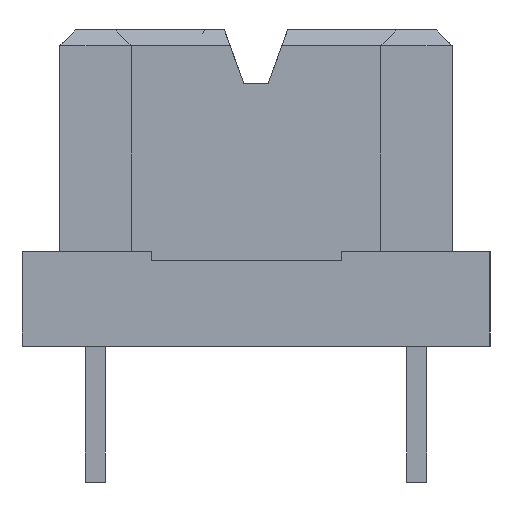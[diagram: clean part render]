
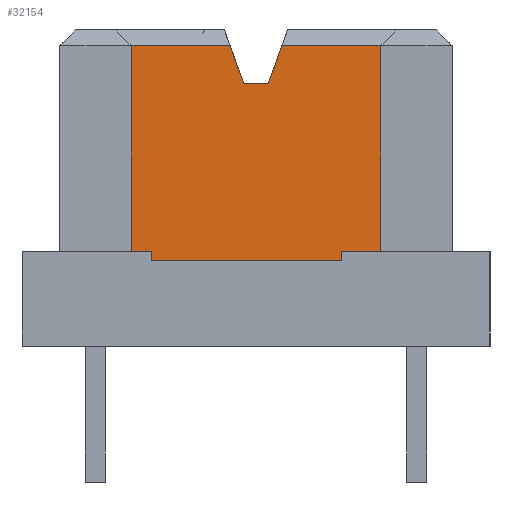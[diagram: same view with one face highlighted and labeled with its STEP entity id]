
A CAD part, left-side view. The second image highlights one B-rep face of the part: STEP entity #32154.
In plain terms, the highlighted planar face has unit normal (-1, 0, 0).
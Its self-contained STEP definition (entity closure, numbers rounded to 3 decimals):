
#390=DIRECTION('',(0.,-1.,0.));
#391=VECTOR('',#390,0.763);
#392=CARTESIAN_POINT('',(-41.05,0.381,-1.7));
#393=LINE('',#392,#391);
#11314=DIRECTION('',(0.,0.,-1.));
#11315=VECTOR('',#11314,0.3);
#11316=CARTESIAN_POINT('',(-41.05,3.3,-7.));
#11317=LINE('',#11316,#11315);
#11318=DIRECTION('',(0.,0.,-1.));
#11319=VECTOR('',#11318,6.5);
#11320=CARTESIAN_POINT('',(-41.05,3.95,-0.5));
#11321=LINE('',#11320,#11319);
#11322=DIRECTION('',(0.,0.342,0.94));
#11323=VECTOR('',#11322,1.277);
#11324=CARTESIAN_POINT('',(-41.05,0.381,-1.7));
#11325=LINE('',#11324,#11323);
#11326=DIRECTION('',(0.,0.342,-0.94));
#11327=VECTOR('',#11326,1.277);
#11328=CARTESIAN_POINT('',(-41.05,-0.818,-0.5));
#11329=LINE('',#11328,#11327);
#11338=DIRECTION('',(0.,-1.,0.));
#11339=VECTOR('',#11338,3.132);
#11340=CARTESIAN_POINT('',(-41.05,-0.818,-0.5));
#11341=LINE('',#11340,#11339);
#11427=DIRECTION('',(0.,1.,0.));
#11428=VECTOR('',#11427,1.25);
#11429=CARTESIAN_POINT('',(-41.05,-3.95,-7.));
#11430=LINE('',#11429,#11428);
#11435=DIRECTION('',(0.,0.,-1.));
#11436=VECTOR('',#11435,6.5);
#11437=CARTESIAN_POINT('',(-41.05,-3.95,-0.5));
#11438=LINE('',#11437,#11436);
#11507=DIRECTION('',(0.,1.,0.));
#11508=VECTOR('',#11507,0.65);
#11509=CARTESIAN_POINT('',(-41.05,3.3,-7.));
#11510=LINE('',#11509,#11508);
#11519=DIRECTION('',(0.,1.,0.));
#11520=VECTOR('',#11519,6.);
#11521=CARTESIAN_POINT('',(-41.05,-2.7,-7.3));
#11522=LINE('',#11521,#11520);
#11545=DIRECTION('',(0.,0.,-1.));
#11546=VECTOR('',#11545,0.3);
#11547=CARTESIAN_POINT('',(-41.05,-2.7,-7.));
#11548=LINE('',#11547,#11546);
#11674=DIRECTION('',(0.,-1.,0.));
#11675=VECTOR('',#11674,3.132);
#11676=CARTESIAN_POINT('',(-41.05,3.95,-0.5));
#11677=LINE('',#11676,#11675);
#16157=CARTESIAN_POINT('',(-41.05,-0.818,-0.5));
#16158=CARTESIAN_POINT('',(-41.05,-0.381,-1.7));
#16159=VERTEX_POINT('',#16157);
#16160=VERTEX_POINT('',#16158);
#16276=CARTESIAN_POINT('',(-41.05,0.818,-0.5));
#16277=VERTEX_POINT('',#16276);
#16278=CARTESIAN_POINT('',(-41.05,0.381,-1.7));
#16279=VERTEX_POINT('',#16278);
#16328=CARTESIAN_POINT('',(-41.05,-3.95,-0.5));
#16329=VERTEX_POINT('',#16328);
#16333=CARTESIAN_POINT('',(-41.05,-2.7,-7.));
#16335=VERTEX_POINT('',#16333);
#16348=CARTESIAN_POINT('',(-41.05,3.3,-7.));
#16349=VERTEX_POINT('',#16348);
#16350=CARTESIAN_POINT('',(-41.05,3.95,-7.));
#16351=VERTEX_POINT('',#16350);
#16398=CARTESIAN_POINT('',(-41.05,-2.7,-7.3));
#16400=VERTEX_POINT('',#16398);
#16404=CARTESIAN_POINT('',(-41.05,3.3,-7.3));
#16405=VERTEX_POINT('',#16404);
#16440=CARTESIAN_POINT('',(-41.05,-3.95,-7.));
#16441=VERTEX_POINT('',#16440);
#16518=CARTESIAN_POINT('',(-41.05,3.95,-0.5));
#16519=VERTEX_POINT('',#16518);
#32125=CARTESIAN_POINT('',(-41.05,-3.95,-15.023));
#32126=DIRECTION('',(1.,0.,0.));
#32127=DIRECTION('',(0.,1.,0.));
#32128=AXIS2_PLACEMENT_3D('',#32125,#32126,#32127);
#32129=PLANE('',#32128);
#32131=ORIENTED_EDGE('',*,*,#32130,.T.);
#32133=ORIENTED_EDGE('',*,*,#32132,.T.);
#32135=ORIENTED_EDGE('',*,*,#32134,.T.);
#32137=ORIENTED_EDGE('',*,*,#32136,.T.);
#32139=ORIENTED_EDGE('',*,*,#32138,.T.);
#32141=ORIENTED_EDGE('',*,*,#32140,.F.);
#32143=ORIENTED_EDGE('',*,*,#32142,.T.);
#32145=ORIENTED_EDGE('',*,*,#32144,.F.);
#32147=ORIENTED_EDGE('',*,*,#32146,.T.);
#32148=ORIENTED_EDGE('',*,*,#32116,.F.);
#32149=ORIENTED_EDGE('',*,*,#17135,.T.);
#32151=ORIENTED_EDGE('',*,*,#32150,.F.);
#32152=EDGE_LOOP('',(#32131,#32133,#32135,#32137,#32139,#32141,#32143,#32145,
#32147,#32148,#32149,#32151));
#32153=FACE_OUTER_BOUND('',#32152,.F.);
#17135=EDGE_CURVE('',#16279,#16160,#393,.T.);
#32116=EDGE_CURVE('',#16279,#16277,#11325,.T.);
#32130=EDGE_CURVE('',#16159,#16329,#11341,.T.);
#32132=EDGE_CURVE('',#16329,#16441,#11438,.T.);
#32134=EDGE_CURVE('',#16441,#16335,#11430,.T.);
#32136=EDGE_CURVE('',#16335,#16400,#11548,.T.);
#32138=EDGE_CURVE('',#16400,#16405,#11522,.T.);
#32140=EDGE_CURVE('',#16349,#16405,#11317,.T.);
#32142=EDGE_CURVE('',#16349,#16351,#11510,.T.);
#32144=EDGE_CURVE('',#16519,#16351,#11321,.T.);
#32146=EDGE_CURVE('',#16519,#16277,#11677,.T.);
#32150=EDGE_CURVE('',#16159,#16160,#11329,.T.);
#32154=ADVANCED_FACE('',(#32153),#32129,.F.);
